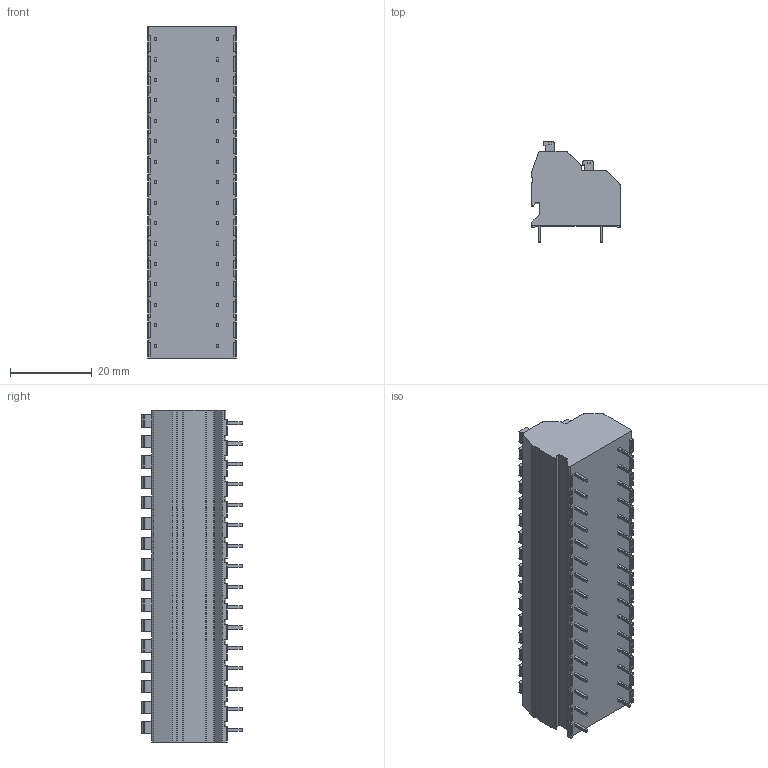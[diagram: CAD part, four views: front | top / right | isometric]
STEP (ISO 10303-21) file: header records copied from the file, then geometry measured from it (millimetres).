
FILE_DESCRIPTION( ( 'STEP AP214' ), ' ' );
FILE_NAME( '250-716.stp', '2015-08-19T07:35:08', ( '' ), ( '' ), ' ', 'PARTsolutions', ' ' );
FILE_SCHEMA( ( 'AUTOMOTIVE_DESIGN { 1 0 10303 214 1 1 1 1 }' ) );
Length unit declared in the file: millimetre
Products named in the file (1): _250-716
Bounding box: 21.7 x 24.5 x 81.2 mm (x, y, z)
Volume: 26205.7 mm3; surface area: 8918.9 mm2
Topology: 1 solids, 1 shells, 1179 faces, 3275 edges, 2162 vertices
Faces by surface type: plane 848, cylinder 267, cone 64
Entity records: 46927 total; most frequent: CARTESIAN_POINT 6809, ORIENTED_EDGE 6550, DIRECTION 6169, EDGE_CURVE 3275, LINE 2613, VECTOR 2613, VERTEX_POINT 2162, AXIS2_PLACEMENT_3D 1778
